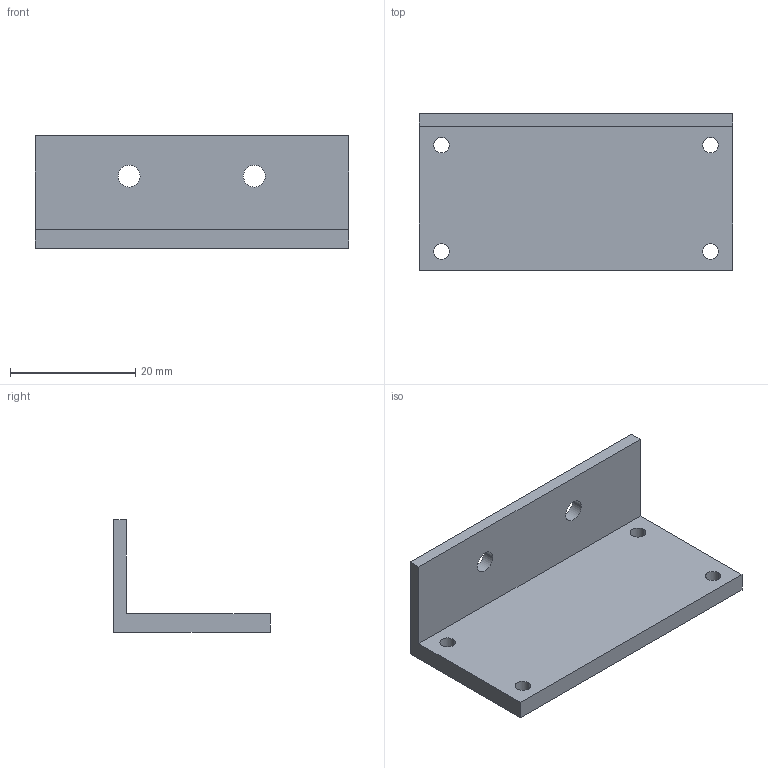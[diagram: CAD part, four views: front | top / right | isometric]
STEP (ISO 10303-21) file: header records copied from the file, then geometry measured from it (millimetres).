
FILE_DESCRIPTION (( 'STEP AP203' ), '1' );
FILE_NAME ('sensor mount.STEP', '2024-07-18T21:33:00', ( '' ), ( '' ), 'SwSTEP 2.0', 'SolidWorks 2023', '' );
FILE_SCHEMA (( 'CONFIG_CONTROL_DESIGN' ));
Length unit declared in the file: millimetre
Products named in the file (1): sensor mount
Bounding box: 50 x 25 x 18 mm (x, y, z)
Volume: 5152.6 mm3; surface area: 4570.5 mm2
Topology: 1 solids, 1 shells, 20 faces, 54 edges, 36 vertices
Faces by surface type: cylinder 12, plane 8
Entity records: 743 total; most frequent: DIRECTION 120, CARTESIAN_POINT 111, ORIENTED_EDGE 108, EDGE_CURVE 54, AXIS2_PLACEMENT_3D 45, VERTEX_POINT 36, EDGE_LOOP 32, VECTOR 30
